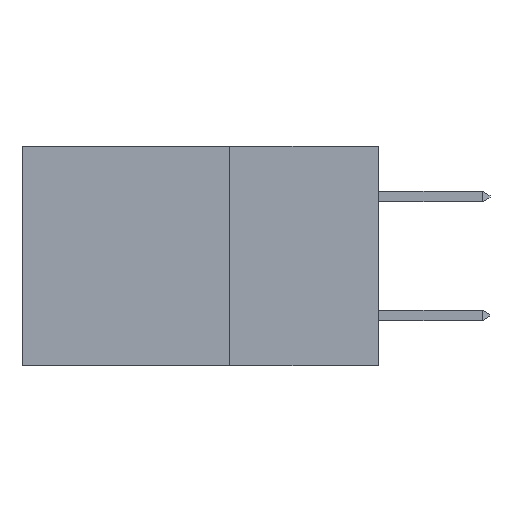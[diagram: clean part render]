
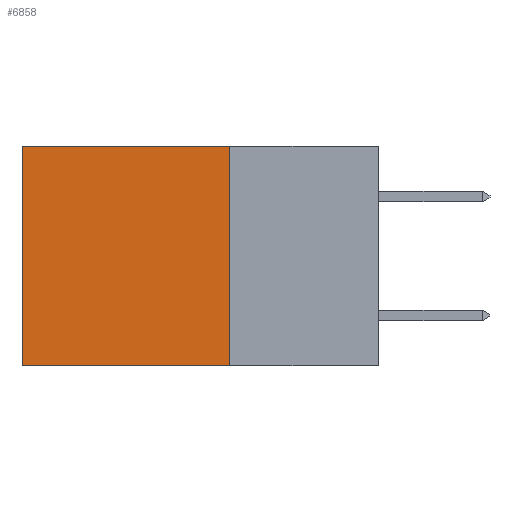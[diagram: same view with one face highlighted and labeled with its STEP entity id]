
A CAD part, left-side view. The second image highlights one B-rep face of the part: STEP entity #6858.
In plain terms, the highlighted planar face has unit normal (-1, 0, 0).
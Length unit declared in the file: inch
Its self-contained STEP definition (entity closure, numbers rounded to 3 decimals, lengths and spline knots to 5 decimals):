
#45 = EDGE_LOOP ( 'NONE', ( #5206, #1710, #7373, #823 ) ) ;
#160 = EDGE_CURVE ( 'NONE', #4367, #7195, #6608, .T. ) ;
#696 = CARTESIAN_POINT ( 'NONE',  ( 0.298, 0.25, -0.37 ) ) ;
#767 = FACE_OUTER_BOUND ( 'NONE', #45, .T. ) ;
#823 = ORIENTED_EDGE ( 'NONE', *, *, #2510, .T. ) ;
#1710 = ORIENTED_EDGE ( 'NONE', *, *, #5693, .F. ) ;
#2510 = EDGE_CURVE ( 'NONE', #4367, #3487, #10475, .T. ) ;
#2515 = DIRECTION ( 'NONE',  ( 1., 0., 0. ) ) ;
#3326 = PLANE ( 'NONE',  #4260 ) ;
#3341 = CARTESIAN_POINT ( 'NONE',  ( 0.298, 0.25, 0. ) ) ;
#3487 = VERTEX_POINT ( 'NONE', #7920 ) ;
#4017 = VECTOR ( 'NONE', #7160, 39.37008 ) ;
#4089 = VECTOR ( 'NONE', #8753, 39.37008 ) ;
#4201 = VECTOR ( 'NONE', #5685, 39.37008 ) ;
#4260 = AXIS2_PLACEMENT_3D ( 'NONE', #7418, #2515, #8213 ) ;
#4367 = VERTEX_POINT ( 'NONE', #8876 ) ;
#4441 = VECTOR ( 'NONE', #5576, 39.37008 ) ;
#4977 = EDGE_CURVE ( 'NONE', #3487, #6221, #6257, .T. ) ;
#5206 = ORIENTED_EDGE ( 'NONE', *, *, #4977, .T. ) ;
#5576 = DIRECTION ( 'NONE',  ( 0., 0., -1. ) ) ;
#5685 = DIRECTION ( 'NONE',  ( 0., 1., 0. ) ) ;
#5693 = EDGE_CURVE ( 'NONE', #7195, #6221, #9883, .T. ) ;
#6221 = VERTEX_POINT ( 'NONE', #10430 ) ;
#6257 = LINE ( 'NONE', #10385, #4089 ) ;
#6608 = LINE ( 'NONE', #3341, #4441 ) ;
#6858 = ADVANCED_FACE ( 'NONE', ( #767 ), #3326, .F. ) ;
#7160 = DIRECTION ( 'NONE',  ( 0., 1., 0. ) ) ;
#7195 = VERTEX_POINT ( 'NONE', #10260 ) ;
#7341 = CARTESIAN_POINT ( 'NONE',  ( 0.298, 0.25, 0. ) ) ;
#7373 = ORIENTED_EDGE ( 'NONE', *, *, #160, .F. ) ;
#7418 = CARTESIAN_POINT ( 'NONE',  ( 0.298, 0.25, 0. ) ) ;
#7920 = CARTESIAN_POINT ( 'NONE',  ( 0.298, 0.6, 0. ) ) ;
#8213 = DIRECTION ( 'NONE',  ( 0., 0., -1. ) ) ;
#8753 = DIRECTION ( 'NONE',  ( 0., 0., -1. ) ) ;
#8876 = CARTESIAN_POINT ( 'NONE',  ( 0.298, 0.25, 0. ) ) ;
#9883 = LINE ( 'NONE', #696, #4201 ) ;
#10260 = CARTESIAN_POINT ( 'NONE',  ( 0.298, 0.25, -0.37 ) ) ;
#10385 = CARTESIAN_POINT ( 'NONE',  ( 0.298, 0.6, 0. ) ) ;
#10430 = CARTESIAN_POINT ( 'NONE',  ( 0.298, 0.6, -0.37 ) ) ;
#10475 = LINE ( 'NONE', #7341, #4017 ) ;
